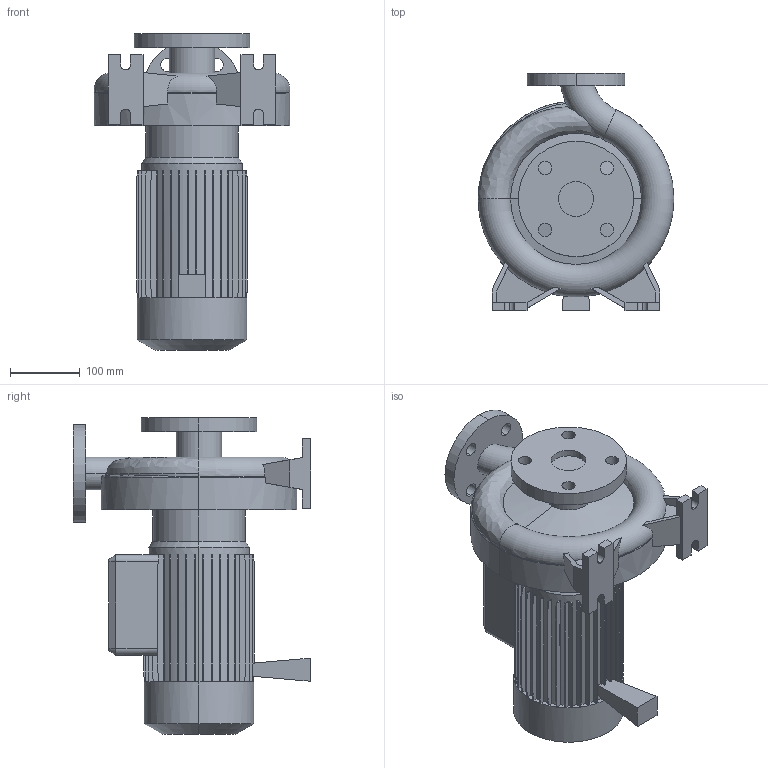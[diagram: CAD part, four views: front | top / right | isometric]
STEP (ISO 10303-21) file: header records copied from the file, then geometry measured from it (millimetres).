
FILE_DESCRIPTION (( 'STEP AP214' ), '1' );
FILE_NAME ('10010797swp01.step', '2021-10-12T14:42:42', ( '' ), ( '' ), 'SwSTEP 2.0', 'SolidWorks 2020', '' );
FILE_SCHEMA (( 'AUTOMOTIVE_DESIGN' ));
Length unit declared in the file: millimetre
Products named in the file (1): 10010797swp01
Bounding box: 280 x 340 x 453 mm (x, y, z)
Volume: 11391149.7 mm3; surface area: 610785.6 mm2
Topology: 1 solids, 1 shells, 394 faces, 1138 edges, 753 vertices
Faces by surface type: plane 317, cylinder 53, torus 11, cone 11, bspline 2
Entity records: 13903 total; most frequent: CARTESIAN_POINT 3414, ORIENTED_EDGE 2276, DIRECTION 2064, EDGE_CURVE 1138, VECTOR 882, LINE 882, VERTEX_POINT 753, AXIS2_PLACEMENT_3D 591
